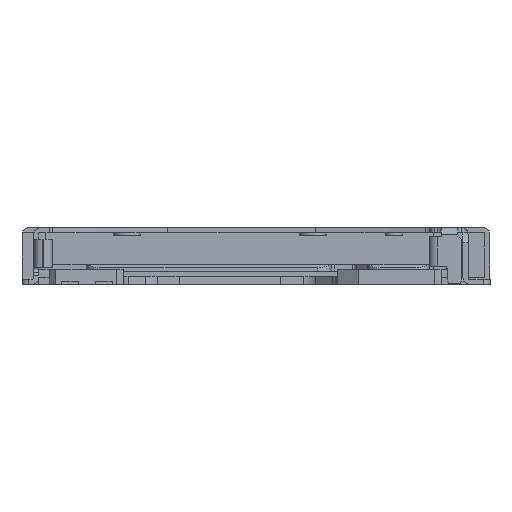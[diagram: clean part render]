
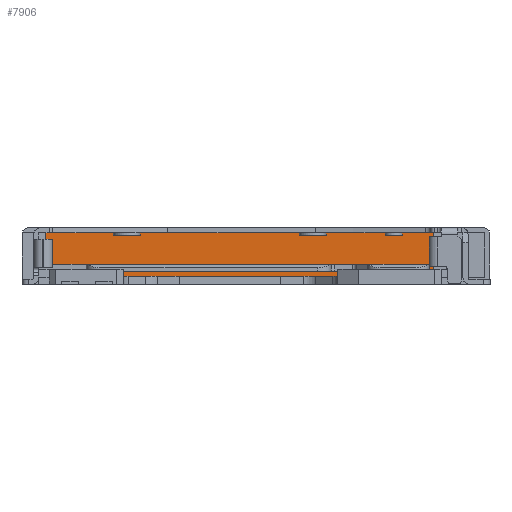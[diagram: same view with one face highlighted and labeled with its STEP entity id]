
A CAD part, front view. The second image highlights one B-rep face of the part: STEP entity #7906.
In plain terms, the highlighted planar face has unit normal (0, -1, 0).
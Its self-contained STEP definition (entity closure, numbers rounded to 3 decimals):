
#61 = VERTEX_POINT ( 'NONE', #10338 ) ;
#337 = EDGE_CURVE ( 'NONE', #4794, #26929, #20443, .T. ) ;
#398 = ORIENTED_EDGE ( 'NONE', *, *, #4498, .F. ) ;
#698 = ORIENTED_EDGE ( 'NONE', *, *, #8375, .F. ) ;
#1164 = EDGE_CURVE ( 'NONE', #13575, #17634, #11804, .T. ) ;
#1205 = DIRECTION ( 'NONE',  ( 1., 0., 0. ) ) ;
#1468 = CARTESIAN_POINT ( 'NONE',  ( 169.515, 153.612, 1.525 ) ) ;
#1691 = DIRECTION ( 'NONE',  ( 0., 0., 1. ) ) ;
#1800 = LINE ( 'NONE', #20414, #6723 ) ;
#1976 = CARTESIAN_POINT ( 'NONE',  ( 170.455, 153.612, 1.53 ) ) ;
#1980 = LINE ( 'NONE', #23645, #19692 ) ;
#2593 = CARTESIAN_POINT ( 'NONE',  ( 165.19, 153.612, 1.53 ) ) ;
#2948 = VERTEX_POINT ( 'NONE', #14018 ) ;
#2954 = CARTESIAN_POINT ( 'NONE',  ( 169.015, 153.612, 1.45 ) ) ;
#3439 = LINE ( 'NONE', #1468, #22814 ) ;
#3859 = DIRECTION ( 'NONE',  ( 1., 0., 0. ) ) ;
#3904 = VECTOR ( 'NONE', #3859, 1000. ) ;
#3954 = LINE ( 'NONE', #11359, #21029 ) ;
#4024 = CARTESIAN_POINT ( 'NONE',  ( 161.765, 153.612, 1.53 ) ) ;
#4157 = LINE ( 'NONE', #13064, #11005 ) ;
#4408 = ORIENTED_EDGE ( 'NONE', *, *, #19325, .F. ) ;
#4442 = ORIENTED_EDGE ( 'NONE', *, *, #25281, .F. ) ;
#4477 = DIRECTION ( 'NONE',  ( 0., 0., 1. ) ) ;
#4498 = EDGE_CURVE ( 'NONE', #26929, #2948, #20269, .T. ) ;
#4531 = ORIENTED_EDGE ( 'NONE', *, *, #337, .F. ) ;
#4619 = CARTESIAN_POINT ( 'NONE',  ( 158.965, 153.612, 0.885 ) ) ;
#4739 = VERTEX_POINT ( 'NONE', #11855 ) ;
#4794 = VERTEX_POINT ( 'NONE', #12118 ) ;
#4822 = DIRECTION ( 'NONE',  ( 1., 0., 0. ) ) ;
#4904 = AXIS2_PLACEMENT_3D ( 'NONE', #24891, #26912, #1691 ) ;
#4968 = EDGE_CURVE ( 'NONE', #18164, #26284, #24843, .T. ) ;
#5063 = CARTESIAN_POINT ( 'NONE',  ( 160.965, 153.612, 1.53 ) ) ;
#5494 = EDGE_CURVE ( 'NONE', #22691, #61, #3439, .T. ) ;
#5890 = DIRECTION ( 'NONE',  ( 0., 0., 1. ) ) ;
#6169 = VERTEX_POINT ( 'NONE', #15760 ) ;
#6217 = ORIENTED_EDGE ( 'NONE', *, *, #11565, .F. ) ;
#6504 = CARTESIAN_POINT ( 'NONE',  ( 160.965, 153.612, 0.885 ) ) ;
#6532 = LINE ( 'NONE', #18228, #3904 ) ;
#6562 = CARTESIAN_POINT ( 'NONE',  ( 169.865, 153.612, 1.53 ) ) ;
#6583 = CARTESIAN_POINT ( 'NONE',  ( 167.265, 153.612, 1.53 ) ) ;
#6723 = VECTOR ( 'NONE', #20324, 1000. ) ;
#7337 = ORIENTED_EDGE ( 'NONE', *, *, #27166, .F. ) ;
#7670 = CARTESIAN_POINT ( 'NONE',  ( 164.715, 153.612, 0.24 ) ) ;
#7820 = LINE ( 'NONE', #20517, #15024 ) ;
#7863 = LINE ( 'NONE', #24173, #19037 ) ;
#7906 = ADVANCED_FACE ( 'NONE', ( #19557 ), #24984, .F. ) ;
#8118 = VECTOR ( 'NONE', #12785, 1000. ) ;
#8165 = CARTESIAN_POINT ( 'NONE',  ( 165.19, 153.612, 1.53 ) ) ;
#8375 = EDGE_CURVE ( 'NONE', #15658, #4739, #11245, .T. ) ;
#8405 = CARTESIAN_POINT ( 'NONE',  ( 166.465, 153.612, 1.53 ) ) ;
#8872 = DIRECTION ( 'NONE',  ( 0., 0., -1. ) ) ;
#9748 = CARTESIAN_POINT ( 'NONE',  ( 161.765, 153.612, 1.45 ) ) ;
#9930 = DIRECTION ( 'NONE',  ( 0., 0., 1. ) ) ;
#10264 = VERTEX_POINT ( 'NONE', #1976 ) ;
#10305 = CARTESIAN_POINT ( 'NONE',  ( 169.515, 153.612, 1.45 ) ) ;
#10338 = CARTESIAN_POINT ( 'NONE',  ( 169.515, 153.612, 1.53 ) ) ;
#10347 = DIRECTION ( 'NONE',  ( 1., 0., 0. ) ) ;
#10891 = DIRECTION ( 'NONE',  ( 0., 0., 1. ) ) ;
#11005 = VECTOR ( 'NONE', #8872, 1000. ) ;
#11137 = CARTESIAN_POINT ( 'NONE',  ( 167.265, 153.612, 1.45 ) ) ;
#11245 = LINE ( 'NONE', #7670, #20795 ) ;
#11359 = CARTESIAN_POINT ( 'NONE',  ( 161.365, 153.612, 1.45 ) ) ;
#11565 = EDGE_CURVE ( 'NONE', #10264, #15658, #4157, .T. ) ;
#11804 = LINE ( 'NONE', #8165, #25308 ) ;
#11817 = DIRECTION ( 'NONE',  ( 1., 0., 0. ) ) ;
#11848 = VERTEX_POINT ( 'NONE', #2954 ) ;
#11855 = CARTESIAN_POINT ( 'NONE',  ( 158.965, 153.612, 0.24 ) ) ;
#11867 = DIRECTION ( 'NONE',  ( 0., 0., -1. ) ) ;
#11919 = LINE ( 'NONE', #4619, #18468 ) ;
#12013 = ORIENTED_EDGE ( 'NONE', *, *, #15393, .F. ) ;
#12103 = ORIENTED_EDGE ( 'NONE', *, *, #22255, .F. ) ;
#12118 = CARTESIAN_POINT ( 'NONE',  ( 158.965, 153.612, 1.53 ) ) ;
#12571 = EDGE_LOOP ( 'NONE', ( #4408, #13816, #398, #4531, #7337, #698, #6217, #20766, #16357, #18924, #13036, #23989, #12013, #12103, #4442, #19544, #25391, #18480 ) ) ;
#12785 = DIRECTION ( 'NONE',  ( 0., 0., -1. ) ) ;
#12979 = VECTOR ( 'NONE', #25102, 1000. ) ;
#13036 = ORIENTED_EDGE ( 'NONE', *, *, #5494, .F. ) ;
#13064 = CARTESIAN_POINT ( 'NONE',  ( 170.455, 153.612, 0.765 ) ) ;
#13345 = VERTEX_POINT ( 'NONE', #6562 ) ;
#13366 = CARTESIAN_POINT ( 'NONE',  ( 165.19, 153.612, 1.53 ) ) ;
#13407 = VECTOR ( 'NONE', #11817, 1000. ) ;
#13575 = VERTEX_POINT ( 'NONE', #4024 ) ;
#13779 = VECTOR ( 'NONE', #10347, 1000. ) ;
#13816 = ORIENTED_EDGE ( 'NONE', *, *, #24442, .F. ) ;
#14018 = CARTESIAN_POINT ( 'NONE',  ( 160.965, 153.612, 1.45 ) ) ;
#14350 = LINE ( 'NONE', #16512, #26252 ) ;
#14469 = VECTOR ( 'NONE', #4822, 1000. ) ;
#15024 = VECTOR ( 'NONE', #11867, 1000. ) ;
#15045 = VECTOR ( 'NONE', #19530, 1000. ) ;
#15393 = EDGE_CURVE ( 'NONE', #23599, #11848, #23959, .T. ) ;
#15658 = VERTEX_POINT ( 'NONE', #21260 ) ;
#15760 = CARTESIAN_POINT ( 'NONE',  ( 169.665, 153.612, 1.53 ) ) ;
#16357 = ORIENTED_EDGE ( 'NONE', *, *, #22257, .F. ) ;
#16512 = CARTESIAN_POINT ( 'NONE',  ( 161.765, 153.612, 0.885 ) ) ;
#16791 = LINE ( 'NONE', #17000, #13779 ) ;
#17000 = CARTESIAN_POINT ( 'NONE',  ( 164.715, 153.612, 1.45 ) ) ;
#17241 = CARTESIAN_POINT ( 'NONE',  ( 169.015, 153.612, 1.525 ) ) ;
#17390 = EDGE_CURVE ( 'NONE', #61, #6169, #1800, .T. ) ;
#17634 = VERTEX_POINT ( 'NONE', #8405 ) ;
#18164 = VERTEX_POINT ( 'NONE', #21702 ) ;
#18228 = CARTESIAN_POINT ( 'NONE',  ( 164.715, 153.612, 1.53 ) ) ;
#18389 = LINE ( 'NONE', #13366, #13407 ) ;
#18468 = VECTOR ( 'NONE', #10891, 1000. ) ;
#18480 = ORIENTED_EDGE ( 'NONE', *, *, #1164, .F. ) ;
#18924 = ORIENTED_EDGE ( 'NONE', *, *, #17390, .F. ) ;
#19037 = VECTOR ( 'NONE', #20001, 1000. ) ;
#19325 = EDGE_CURVE ( 'NONE', #19862, #13575, #14350, .T. ) ;
#19530 = DIRECTION ( 'NONE',  ( 0., 0., -1. ) ) ;
#19544 = ORIENTED_EDGE ( 'NONE', *, *, #4968, .F. ) ;
#19557 = FACE_OUTER_BOUND ( 'NONE', #12571, .T. ) ;
#19692 = VECTOR ( 'NONE', #4477, 1000. ) ;
#19862 = VERTEX_POINT ( 'NONE', #9748 ) ;
#20001 = DIRECTION ( 'NONE',  ( 1., 0., 0. ) ) ;
#20269 = LINE ( 'NONE', #6504, #8118 ) ;
#20324 = DIRECTION ( 'NONE',  ( 1., 0., 0. ) ) ;
#20414 = CARTESIAN_POINT ( 'NONE',  ( 164.715, 153.612, 1.53 ) ) ;
#20443 = LINE ( 'NONE', #2593, #14469 ) ;
#20517 = CARTESIAN_POINT ( 'NONE',  ( 166.465, 153.612, 0.885 ) ) ;
#20766 = ORIENTED_EDGE ( 'NONE', *, *, #23490, .F. ) ;
#20795 = VECTOR ( 'NONE', #26605, 1000. ) ;
#21029 = VECTOR ( 'NONE', #1205, 1000. ) ;
#21030 = DIRECTION ( 'NONE',  ( 1., 0., 0. ) ) ;
#21260 = CARTESIAN_POINT ( 'NONE',  ( 170.455, 153.612, 0.24 ) ) ;
#21702 = CARTESIAN_POINT ( 'NONE',  ( 166.465, 153.612, 1.45 ) ) ;
#22255 = EDGE_CURVE ( 'NONE', #26036, #23599, #18389, .T. ) ;
#22257 = EDGE_CURVE ( 'NONE', #6169, #13345, #7863, .T. ) ;
#22691 = VERTEX_POINT ( 'NONE', #10305 ) ;
#22814 = VECTOR ( 'NONE', #9930, 1000. ) ;
#23004 = CARTESIAN_POINT ( 'NONE',  ( 166.865, 153.612, 1.45 ) ) ;
#23038 = CARTESIAN_POINT ( 'NONE',  ( 169.015, 153.612, 1.53 ) ) ;
#23490 = EDGE_CURVE ( 'NONE', #13345, #10264, #6532, .T. ) ;
#23599 = VERTEX_POINT ( 'NONE', #23038 ) ;
#23645 = CARTESIAN_POINT ( 'NONE',  ( 167.265, 153.612, 0.885 ) ) ;
#23959 = LINE ( 'NONE', #17241, #15045 ) ;
#23989 = ORIENTED_EDGE ( 'NONE', *, *, #26626, .F. ) ;
#24173 = CARTESIAN_POINT ( 'NONE',  ( 165.115, 153.612, 1.53 ) ) ;
#24442 = EDGE_CURVE ( 'NONE', #2948, #19862, #3954, .T. ) ;
#24843 = LINE ( 'NONE', #23004, #12979 ) ;
#24891 = CARTESIAN_POINT ( 'NONE',  ( 164.715, 153.612, 0.885 ) ) ;
#24984 = PLANE ( 'NONE',  #4904 ) ;
#25102 = DIRECTION ( 'NONE',  ( 1., 0., 0. ) ) ;
#25281 = EDGE_CURVE ( 'NONE', #26284, #26036, #1980, .T. ) ;
#25308 = VECTOR ( 'NONE', #21030, 1000. ) ;
#25391 = ORIENTED_EDGE ( 'NONE', *, *, #25865, .F. ) ;
#25865 = EDGE_CURVE ( 'NONE', #17634, #18164, #7820, .T. ) ;
#26036 = VERTEX_POINT ( 'NONE', #6583 ) ;
#26252 = VECTOR ( 'NONE', #5890, 1000. ) ;
#26284 = VERTEX_POINT ( 'NONE', #11137 ) ;
#26605 = DIRECTION ( 'NONE',  ( -1., 0., 0. ) ) ;
#26626 = EDGE_CURVE ( 'NONE', #11848, #22691, #16791, .T. ) ;
#26912 = DIRECTION ( 'NONE',  ( 0., 1., 0. ) ) ;
#26929 = VERTEX_POINT ( 'NONE', #5063 ) ;
#27166 = EDGE_CURVE ( 'NONE', #4739, #4794, #11919, .T. ) ;
